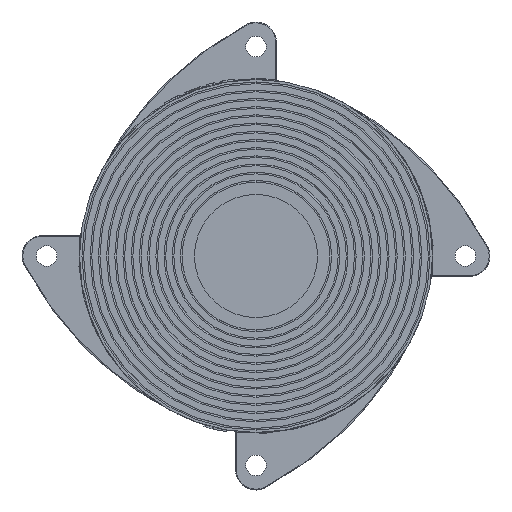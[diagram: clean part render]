
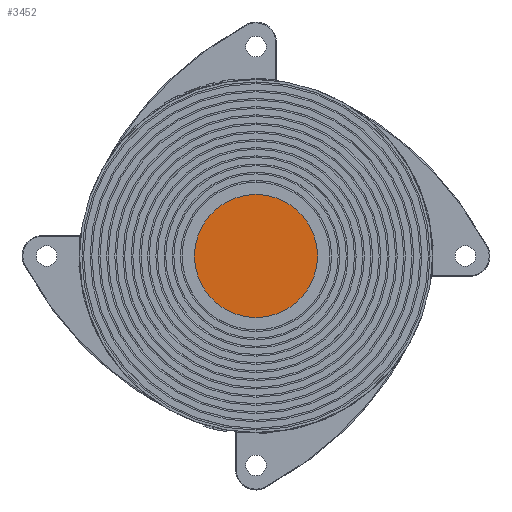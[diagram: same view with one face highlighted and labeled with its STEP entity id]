
A CAD part, front view. The second image highlights one B-rep face of the part: STEP entity #3452.
In plain terms, the highlighted planar face has unit normal (0, -1, 0).
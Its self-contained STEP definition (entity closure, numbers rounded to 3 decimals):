
#465 = EDGE_CURVE ( 'NONE', #1463, #849, #6544, .T. ) ;
#486 = EDGE_CURVE ( 'NONE', #849, #1463, #6901, .T. ) ;
#718 = AXIS2_PLACEMENT_3D ( 'NONE', #4105, #4094, #4092 ) ;
#849 = VERTEX_POINT ( 'NONE', #9384 ) ;
#1003 = ORIENTED_EDGE ( 'NONE', *, *, #465, .T. ) ;
#1005 = ORIENTED_EDGE ( 'NONE', *, *, #486, .T. ) ;
#1463 = VERTEX_POINT ( 'NONE', #9335 ) ;
#3452 = ADVANCED_FACE ( 'NONE', ( #4099 ), #4112, .F. ) ;
#4092 = DIRECTION ( 'NONE',  ( 0., 0., 1. ) ) ;
#4094 = DIRECTION ( 'NONE',  ( 0., 1., 0. ) ) ;
#4099 = FACE_OUTER_BOUND ( 'NONE', #4808, .T. ) ;
#4105 = CARTESIAN_POINT ( 'NONE',  ( 0., 1., 0. ) ) ;
#4112 = PLANE ( 'NONE',  #718 ) ;
#4808 = EDGE_LOOP ( 'NONE', ( #1005, #1003 ) ) ;
#6544 = CIRCLE ( 'NONE', #6840, 7.5 ) ;
#6576 = AXIS2_PLACEMENT_3D ( 'NONE', #9706, #9705, #9704 ) ;
#6840 = AXIS2_PLACEMENT_3D ( 'NONE', #9804, #9803, #9802 ) ;
#6901 = CIRCLE ( 'NONE', #6576, 7.5 ) ;
#9335 = CARTESIAN_POINT ( 'NONE',  ( 0., 1., 7.5 ) ) ;
#9384 = CARTESIAN_POINT ( 'NONE',  ( 0., 1., -7.5 ) ) ;
#9704 = DIRECTION ( 'NONE',  ( 0., 0., -1. ) ) ;
#9705 = DIRECTION ( 'NONE',  ( 0., -1., 0. ) ) ;
#9706 = CARTESIAN_POINT ( 'NONE',  ( 0., 1., 0. ) ) ;
#9802 = DIRECTION ( 'NONE',  ( 0., 0., -1. ) ) ;
#9803 = DIRECTION ( 'NONE',  ( 0., -1., 0. ) ) ;
#9804 = CARTESIAN_POINT ( 'NONE',  ( 0., 1., 0. ) ) ;
